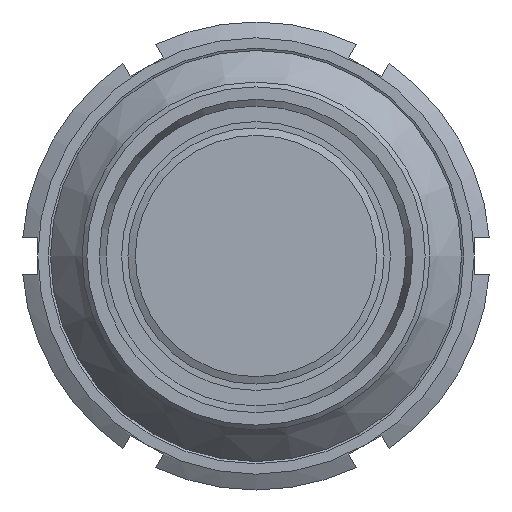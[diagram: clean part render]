
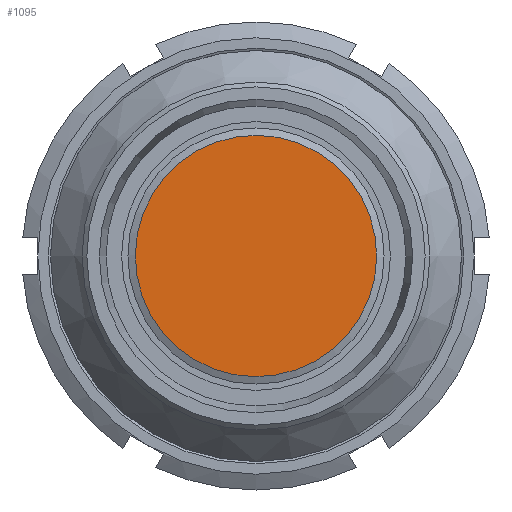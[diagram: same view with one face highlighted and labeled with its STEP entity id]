
A CAD part, left-side view. The second image highlights one B-rep face of the part: STEP entity #1095.
In plain terms, the highlighted planar face has unit normal (-1, 0, 0).
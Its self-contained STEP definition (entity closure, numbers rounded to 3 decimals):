
#1072=CARTESIAN_POINT('',(-90.239,-12.689,-35.988));
#1073=VERTEX_POINT('',#1072);
#1074=CARTESIAN_POINT('',(-90.239,0.,0.0));
#1075=DIRECTION('',(-1.,0.0,0.0));
#1076=DIRECTION('',(0.0,-0.333,-0.943));
#1077=AXIS2_PLACEMENT_3D('',#1074,#1075,#1076);
#1078=CIRCLE('',#1077,38.159);
#1079=EDGE_CURVE('',#1073,#1073,#1078,.T.);
#1087=CARTESIAN_POINT('',(-90.239,-6.344,-17.994));
#1088=DIRECTION('',(-1.0,0.0,0.0));
#1089=DIRECTION('',(0.0,0.943,-0.333));
#1090=AXIS2_PLACEMENT_3D('',#1087,#1088,#1089);
#1091=PLANE('',#1090);
#1092=ORIENTED_EDGE('',*,*,#1079,.T.);
#1093=EDGE_LOOP('',(#1092));
#1094=FACE_OUTER_BOUND('',#1093,.T.);
#1095=ADVANCED_FACE('',(#1094),#1091,.T.);
